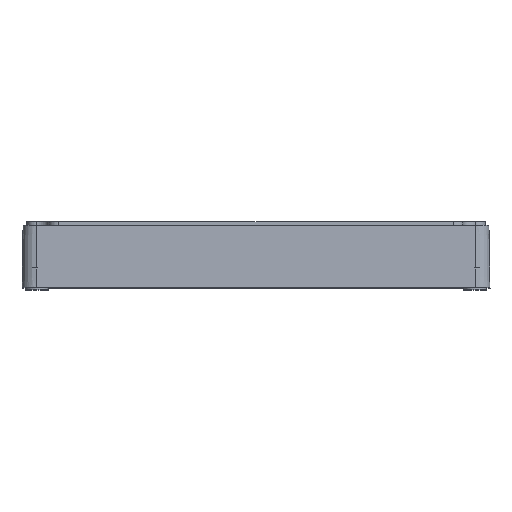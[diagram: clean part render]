
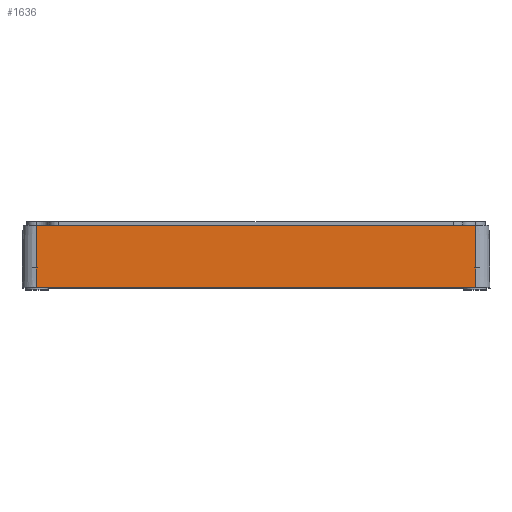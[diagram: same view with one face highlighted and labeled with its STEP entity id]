
A CAD part, top view. The second image highlights one B-rep face of the part: STEP entity #1636.
In plain terms, the highlighted planar face has unit normal (0, 0.018, 1).
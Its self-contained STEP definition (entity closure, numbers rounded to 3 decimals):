
#272 = DIRECTION ( 'NONE',  ( 1., 0., 0. ) ) ;
#282 = EDGE_CURVE ( 'NONE', #1206, #4858, #4359, .T. ) ;
#422 = DIRECTION ( 'NONE',  ( 0., -1., 0.017 ) ) ;
#465 = VERTEX_POINT ( 'NONE', #896 ) ;
#562 = EDGE_CURVE ( 'NONE', #465, #1206, #1203, .T. ) ;
#591 = VECTOR ( 'NONE', #2934, 1000. ) ;
#627 = EDGE_CURVE ( 'NONE', #465, #3860, #1704, .T. ) ;
#689 = CARTESIAN_POINT ( 'NONE',  ( 177.5, 0., 278.127 ) ) ;
#896 = CARTESIAN_POINT ( 'NONE',  ( -177.5, -50., 279. ) ) ;
#1075 = ORIENTED_EDGE ( 'NONE', *, *, #282, .F. ) ;
#1149 = ORIENTED_EDGE ( 'NONE', *, *, #562, .F. ) ;
#1203 = LINE ( 'NONE', #4226, #1391 ) ;
#1206 = VERTEX_POINT ( 'NONE', #4256 ) ;
#1366 = CARTESIAN_POINT ( 'NONE',  ( -177.5, -50., 279. ) ) ;
#1385 = ORIENTED_EDGE ( 'NONE', *, *, #4064, .T. ) ;
#1391 = VECTOR ( 'NONE', #2562, 1000. ) ;
#1519 = ORIENTED_EDGE ( 'NONE', *, *, #627, .T. ) ;
#1636 = ADVANCED_FACE ( 'NONE', ( #3423 ), #1657, .T. ) ;
#1657 = PLANE ( 'NONE',  #4871 ) ;
#1704 = LINE ( 'NONE', #1366, #2599 ) ;
#2092 = DIRECTION ( 'NONE',  ( 0., 0.017, 1. ) ) ;
#2562 = DIRECTION ( 'NONE',  ( 0., 1., -0.017 ) ) ;
#2599 = VECTOR ( 'NONE', #272, 1000. ) ;
#2740 = EDGE_LOOP ( 'NONE', ( #1075, #1149, #1519, #1385 ) ) ;
#2934 = DIRECTION ( 'NONE',  ( 0., 1., -0.017 ) ) ;
#3159 = LINE ( 'NONE', #3687, #591 ) ;
#3423 = FACE_OUTER_BOUND ( 'NONE', #2740, .T. ) ;
#3559 = DIRECTION ( 'NONE',  ( 1., 0., 0. ) ) ;
#3687 = CARTESIAN_POINT ( 'NONE',  ( 177.5, -50., 279. ) ) ;
#3860 = VERTEX_POINT ( 'NONE', #4390 ) ;
#3972 = CARTESIAN_POINT ( 'NONE',  ( -177.5, 0., 278.127 ) ) ;
#4064 = EDGE_CURVE ( 'NONE', #3860, #4858, #3159, .T. ) ;
#4098 = CARTESIAN_POINT ( 'NONE',  ( -177.5, -50., 279. ) ) ;
#4226 = CARTESIAN_POINT ( 'NONE',  ( -177.5, -50., 279. ) ) ;
#4256 = CARTESIAN_POINT ( 'NONE',  ( -177.5, 0., 278.127 ) ) ;
#4359 = LINE ( 'NONE', #3972, #4794 ) ;
#4390 = CARTESIAN_POINT ( 'NONE',  ( 177.5, -50., 279. ) ) ;
#4794 = VECTOR ( 'NONE', #3559, 1000. ) ;
#4858 = VERTEX_POINT ( 'NONE', #689 ) ;
#4871 = AXIS2_PLACEMENT_3D ( 'NONE', #4098, #2092, #422 ) ;
